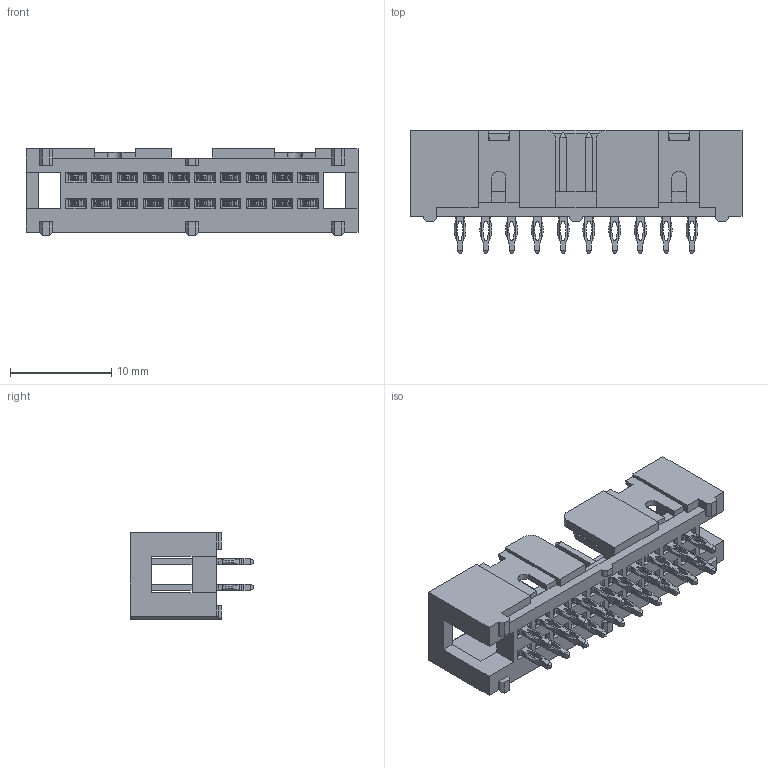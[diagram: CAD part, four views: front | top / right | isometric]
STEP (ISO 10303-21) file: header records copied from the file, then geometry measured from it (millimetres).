
FILE_DESCRIPTION( ('This file contains a STEP AP42 implementation' ,'as created by ZW3D STEP Interface translator.') ,'2;1' );
FILE_NAME( '3113-XXPXXBK00X1.stp' ,'231218. 83319', (''), ('ZWCAD Software Co.'), 'Version 1.0', 'ZW3D to STEP translator', '' );
FILE_SCHEMA(('AUTOMOTIVE_DESIGN { 1 0 10303 214 1 1 1 1 }'));
Length unit declared in the file: millimetre
Products named in the file (2): 0; 3113-20PXXBK00A1
Bounding box: 32.72 x 12.2 x 8.5 mm (x, y, z)
Volume: 997.7 mm3; surface area: 2324.4 mm2
Topology: 1 solids, 1 shells, 1457 faces, 3963 edges, 2520 vertices
Faces by surface type: plane 1133, cylinder 324
Entity records: 47024 total; most frequent: CARTESIAN_POINT 8669, ORIENTED_EDGE 7926, DIRECTION 7205, EDGE_CURVE 3963, VECTOR 3313, LINE 3313, VERTEX_POINT 2520, AXIS2_PLACEMENT_3D 1946
